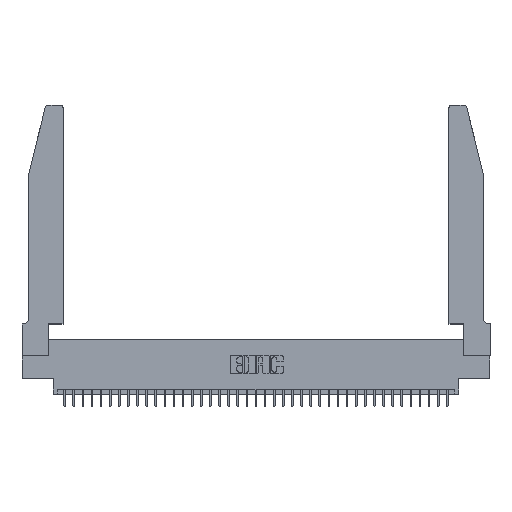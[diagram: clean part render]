
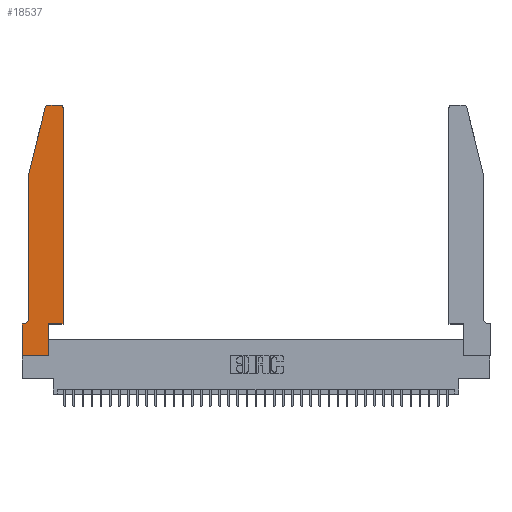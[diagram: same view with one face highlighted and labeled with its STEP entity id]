
A CAD part, top view. The second image highlights one B-rep face of the part: STEP entity #18537.
In plain terms, the highlighted planar face has unit normal (0, 0, 1).
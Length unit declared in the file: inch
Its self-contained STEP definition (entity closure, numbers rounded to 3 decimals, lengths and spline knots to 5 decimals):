
#125 = ORIENTED_EDGE ( 'NONE', *, *, #25716, .T. ) ;
#890 = LINE ( 'NONE', #24185, #3263 ) ;
#1188 = CARTESIAN_POINT ( 'NONE',  ( 0., 0.35, 0.37 ) ) ;
#1642 = EDGE_CURVE ( 'NONE', #33026, #27464, #16556, .T. ) ;
#2205 = EDGE_CURVE ( 'NONE', #27464, #10604, #23403, .T. ) ;
#2288 = CARTESIAN_POINT ( 'NONE',  ( 0., 0., 0.37 ) ) ;
#2434 = CARTESIAN_POINT ( 'NONE',  ( 0.4205, 2.72, 0.37 ) ) ;
#2542 = DIRECTION ( 'NONE',  ( 0., 0., 1. ) ) ;
#2570 = EDGE_CURVE ( 'NONE', #23639, #33026, #11732, .T. ) ;
#3197 = EDGE_LOOP ( 'NONE', ( #25581, #34460, #3846, #22266, #31263, #32498, #5659, #33086, #125, #17777, #30435, #29294 ) ) ;
#3263 = VECTOR ( 'NONE', #12777, 39.37008 ) ;
#3710 = DIRECTION ( 'NONE',  ( 0., -1., 0. ) ) ;
#3846 = ORIENTED_EDGE ( 'NONE', *, *, #11898, .T. ) ;
#4223 = CARTESIAN_POINT ( 'NONE',  ( 0.25487, 2.72718, 0.37 ) ) ;
#4850 = DIRECTION ( 'NONE',  ( 1., 0., 0. ) ) ;
#4991 = CARTESIAN_POINT ( 'NONE',  ( 0., 0., 0.37 ) ) ;
#5144 = EDGE_CURVE ( 'NONE', #5971, #22873, #34563, .T. ) ;
#5423 = DIRECTION ( 'NONE',  ( -0.239, -0.971, 0. ) ) ;
#5659 = ORIENTED_EDGE ( 'NONE', *, *, #5144, .T. ) ;
#5971 = VERTEX_POINT ( 'NONE', #1188 ) ;
#6839 = LINE ( 'NONE', #15465, #31155 ) ;
#6943 = VECTOR ( 'NONE', #22756, 39.37008 ) ;
#6988 = VECTOR ( 'NONE', #13983, 39.37008 ) ;
#7948 = LINE ( 'NONE', #2288, #6988 ) ;
#9402 = CARTESIAN_POINT ( 'NONE',  ( 0.2605, 2.75, 0.37 ) ) ;
#10322 = VERTEX_POINT ( 'NONE', #21160 ) ;
#10405 = EDGE_CURVE ( 'NONE', #17076, #29382, #16393, .T. ) ;
#10604 = VERTEX_POINT ( 'NONE', #17999 ) ;
#11504 = AXIS2_PLACEMENT_3D ( 'NONE', #2434, #32143, #14343 ) ;
#11732 = LINE ( 'NONE', #14491, #31655 ) ;
#11734 = CARTESIAN_POINT ( 'NONE',  ( 0.0055, 0.42, 0.37 ) ) ;
#11898 = EDGE_CURVE ( 'NONE', #19970, #10322, #29286, .T. ) ;
#12777 = DIRECTION ( 'NONE',  ( -1., 0., 0. ) ) ;
#13983 = DIRECTION ( 'NONE',  ( 1., 0., 0. ) ) ;
#14343 = DIRECTION ( 'NONE',  ( 1., 0., 0. ) ) ;
#14397 = CARTESIAN_POINT ( 'NONE',  ( 0.284, 2.75, 0.37 ) ) ;
#14491 = CARTESIAN_POINT ( 'NONE',  ( 0.4505, 0.35, 0.37 ) ) ;
#14784 = CIRCLE ( 'NONE', #16012, 0.03 ) ;
#14874 = EDGE_CURVE ( 'NONE', #23035, #19970, #14784, .T. ) ;
#15284 = DIRECTION ( 'NONE',  ( 0., 0., 1. ) ) ;
#15465 = CARTESIAN_POINT ( 'NONE',  ( 0.0755, 2., 0.37 ) ) ;
#16012 = AXIS2_PLACEMENT_3D ( 'NONE', #29321, #2542, #4850 ) ;
#16393 = CIRCLE ( 'NONE', #28252, 0.07 ) ;
#16481 = VECTOR ( 'NONE', #5423, 39.37008 ) ;
#16556 = LINE ( 'NONE', #31588, #27282 ) ;
#16769 = CARTESIAN_POINT ( 'NONE',  ( 0., 0., 0.37 ) ) ;
#17076 = VERTEX_POINT ( 'NONE', #33719 ) ;
#17777 = ORIENTED_EDGE ( 'NONE', *, *, #2570, .T. ) ;
#17847 = DIRECTION ( 'NONE',  ( 0., 0., -1. ) ) ;
#17999 = CARTESIAN_POINT ( 'NONE',  ( 0.4205, 2.75, 0.37 ) ) ;
#18134 = VECTOR ( 'NONE', #38053, 39.37008 ) ;
#18267 = CARTESIAN_POINT ( 'NONE',  ( 0.2865, 0., 0.37 ) ) ;
#18537 = ADVANCED_FACE ( 'NONE', ( #26808 ), #24097, .T. ) ;
#19644 = CARTESIAN_POINT ( 'NONE',  ( 0.2865, 0.35, 0.37 ) ) ;
#19865 = CARTESIAN_POINT ( 'NONE',  ( 0.2865, 0.35, 0.37 ) ) ;
#19970 = VERTEX_POINT ( 'NONE', #4223 ) ;
#20779 = CARTESIAN_POINT ( 'NONE',  ( 0., 0.35, 0.37 ) ) ;
#20960 = LINE ( 'NONE', #9402, #28209 ) ;
#21160 = CARTESIAN_POINT ( 'NONE',  ( 0.0755, 2., 0.37 ) ) ;
#21717 = DIRECTION ( 'NONE',  ( -1., 0., 0. ) ) ;
#22266 = ORIENTED_EDGE ( 'NONE', *, *, #32829, .T. ) ;
#22756 = DIRECTION ( 'NONE',  ( 0., 1., 0. ) ) ;
#22873 = VERTEX_POINT ( 'NONE', #4991 ) ;
#23035 = VERTEX_POINT ( 'NONE', #14397 ) ;
#23403 = CIRCLE ( 'NONE', #11504, 0.03 ) ;
#23639 = VERTEX_POINT ( 'NONE', #19644 ) ;
#23896 = DIRECTION ( 'NONE',  ( -1., 0., 0. ) ) ;
#24097 = PLANE ( 'NONE',  #37204 ) ;
#24185 = CARTESIAN_POINT ( 'NONE',  ( 0.0755, 0.35, 0.37 ) ) ;
#25581 = ORIENTED_EDGE ( 'NONE', *, *, #35908, .T. ) ;
#25710 = LINE ( 'NONE', #19865, #6943 ) ;
#25716 = EDGE_CURVE ( 'NONE', #27695, #23639, #25710, .T. ) ;
#26808 = FACE_OUTER_BOUND ( 'NONE', #3197, .T. ) ;
#27282 = VECTOR ( 'NONE', #28679, 39.37008 ) ;
#27464 = VERTEX_POINT ( 'NONE', #36690 ) ;
#27695 = VERTEX_POINT ( 'NONE', #18267 ) ;
#28209 = VECTOR ( 'NONE', #21717, 39.37008 ) ;
#28252 = AXIS2_PLACEMENT_3D ( 'NONE', #11734, #17847, #23896 ) ;
#28679 = DIRECTION ( 'NONE',  ( 0., 1., 0. ) ) ;
#28817 = EDGE_CURVE ( 'NONE', #29382, #5971, #890, .T. ) ;
#29286 = LINE ( 'NONE', #32204, #16481 ) ;
#29294 = ORIENTED_EDGE ( 'NONE', *, *, #2205, .T. ) ;
#29321 = CARTESIAN_POINT ( 'NONE',  ( 0.284, 2.72, 0.37 ) ) ;
#29365 = DIRECTION ( 'NONE',  ( 1., 0., 0. ) ) ;
#29382 = VERTEX_POINT ( 'NONE', #36879 ) ;
#30435 = ORIENTED_EDGE ( 'NONE', *, *, #1642, .T. ) ;
#31155 = VECTOR ( 'NONE', #3710, 39.37008 ) ;
#31263 = ORIENTED_EDGE ( 'NONE', *, *, #10405, .T. ) ;
#31588 = CARTESIAN_POINT ( 'NONE',  ( 0.4505, 0.35, 0.37 ) ) ;
#31655 = VECTOR ( 'NONE', #35402, 39.37008 ) ;
#32143 = DIRECTION ( 'NONE',  ( 0., 0., 1. ) ) ;
#32204 = CARTESIAN_POINT ( 'NONE',  ( 0.0755, 2., 0.37 ) ) ;
#32498 = ORIENTED_EDGE ( 'NONE', *, *, #28817, .T. ) ;
#32829 = EDGE_CURVE ( 'NONE', #10322, #17076, #6839, .T. ) ;
#33026 = VERTEX_POINT ( 'NONE', #35728 ) ;
#33086 = ORIENTED_EDGE ( 'NONE', *, *, #38352, .T. ) ;
#33719 = CARTESIAN_POINT ( 'NONE',  ( 0.0755, 0.42, 0.37 ) ) ;
#34460 = ORIENTED_EDGE ( 'NONE', *, *, #14874, .T. ) ;
#34563 = LINE ( 'NONE', #16769, #18134 ) ;
#35402 = DIRECTION ( 'NONE',  ( 1., 0., 0. ) ) ;
#35728 = CARTESIAN_POINT ( 'NONE',  ( 0.4505, 0.35, 0.37 ) ) ;
#35908 = EDGE_CURVE ( 'NONE', #10604, #23035, #20960, .T. ) ;
#36690 = CARTESIAN_POINT ( 'NONE',  ( 0.4505, 2.72, 0.37 ) ) ;
#36879 = CARTESIAN_POINT ( 'NONE',  ( 0.0055, 0.35, 0.37 ) ) ;
#37204 = AXIS2_PLACEMENT_3D ( 'NONE', #20779, #15284, #29365 ) ;
#38053 = DIRECTION ( 'NONE',  ( 0., -1., 0. ) ) ;
#38352 = EDGE_CURVE ( 'NONE', #22873, #27695, #7948, .T. ) ;
